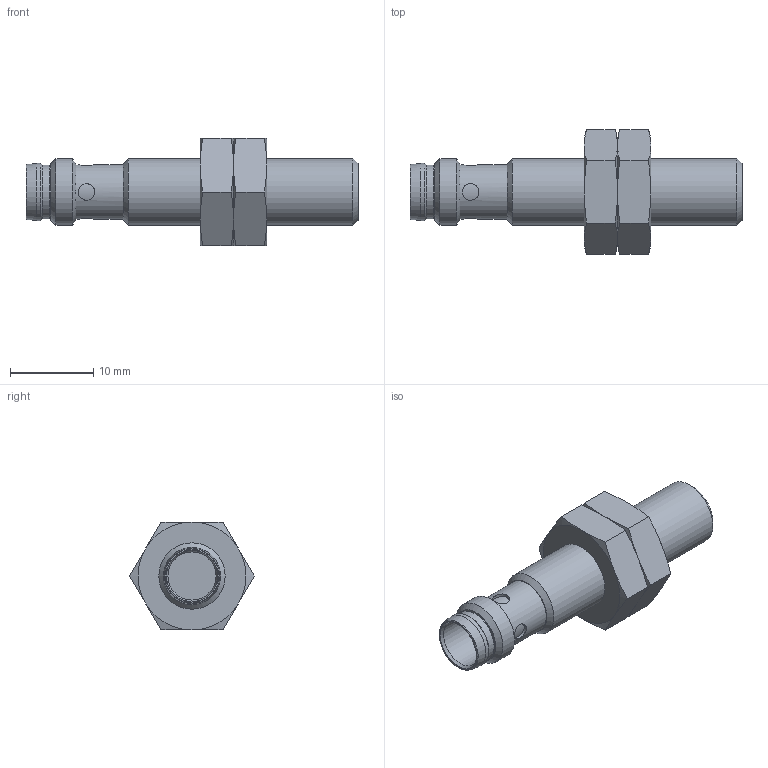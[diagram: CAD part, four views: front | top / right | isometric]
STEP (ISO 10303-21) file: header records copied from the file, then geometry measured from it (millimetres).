
FILE_DESCRIPTION (( 'STEP AP214' ), '1' );
FILE_NAME ('KSE-AP-3F.STEP', '2018-08-23T14:12:39', ( '' ), ( '' ), 'SwSTEP 2.0', 'SolidWorks 2017', '' );
FILE_SCHEMA (( 'AUTOMOTIVE_DESIGN' ));
Length unit declared in the file: inch
Products named in the file (1): KSE-AP-3F
Bounding box: 40 x 15.01 x 13 mm (x, y, z)
Volume: 2568.6 mm3; surface area: 2096.7 mm2
Topology: 3 solids, 3 shells, 77 faces, 160 edges, 96 vertices
Faces by surface type: cone 36, plane 22, cylinder 14, bspline 4, torus 1
Full cylindrical faces by diameter (mm): 5.8 x1, 6.36 x1, 6.45 x1, 6.5 x1, 6.6 x1, 6.9 x1, 6.917 x2, 8 x2
Entity records: 3690 total; most frequent: CARTESIAN_POINT 1247, DIRECTION 268, ORIENTED_EDGE 244, AXIS2_PLACEMENT_3D 128, EDGE_CURVE 122, EDGE_LOOP 116, FACE_OUTER_BOUND 92, VERTEX_POINT 86
